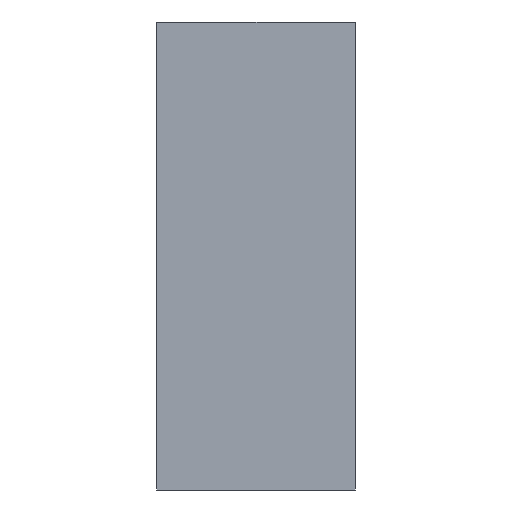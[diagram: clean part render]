
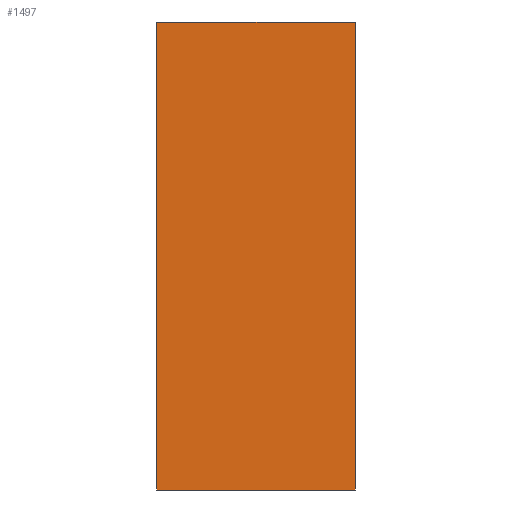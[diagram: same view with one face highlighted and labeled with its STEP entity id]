
A CAD part, left-side view. The second image highlights one B-rep face of the part: STEP entity #1497.
In plain terms, the highlighted free-form (B-spline) face has degree [1, 1] with [2, 2] control points.
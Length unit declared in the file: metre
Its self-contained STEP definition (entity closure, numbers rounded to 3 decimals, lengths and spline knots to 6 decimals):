
#117=LINE('',#2245,#288);
#119=LINE('',#2252,#290);
#120=LINE('',#2254,#291);
#121=LINE('',#2256,#292);
#288=VECTOR('',#1751,1.);
#290=VECTOR('',#1753,1.);
#291=VECTOR('',#1754,1.);
#292=VECTOR('',#1755,1.);
#371=B_SPLINE_SURFACE_WITH_KNOTS('',1,1,((#2248,#2249),(#2250,#2251)),
 .PLANE_SURF.,.F.,.F.,.F.,(2,2),(2,2),(0.,1.),(0.,1.),.UNSPECIFIED.);
#609=ORIENTED_EDGE('',*,*,#1015,.F.);
#610=ORIENTED_EDGE('',*,*,#1016,.F.);
#611=ORIENTED_EDGE('',*,*,#1017,.T.);
#612=ORIENTED_EDGE('',*,*,#1013,.T.);
#1013=EDGE_CURVE('',#1205,#1204,#117,.T.);
#1015=EDGE_CURVE('',#1206,#1204,#119,.T.);
#1016=EDGE_CURVE('',#1207,#1206,#120,.T.);
#1017=EDGE_CURVE('',#1207,#1205,#121,.T.);
#1204=VERTEX_POINT('',#2244);
#1205=VERTEX_POINT('',#2246);
#1206=VERTEX_POINT('',#2253);
#1207=VERTEX_POINT('',#2255);
#1302=EDGE_LOOP('',(#609,#610,#611,#612));
#1399=FACE_BOUND('',#1302,.T.);
#1497=ADVANCED_FACE('',(#1399),#371,.T.);
#1751=DIRECTION('',(0.,1.,0.));
#1753=DIRECTION('',(0.,0.,1.));
#1754=DIRECTION('',(0.,1.,0.));
#1755=DIRECTION('',(0.,0.,1.));
#2244=CARTESIAN_POINT('',(-0.198787,0.05,0.165));
#2245=CARTESIAN_POINT('',(-0.198787,-0.09,0.165));
#2246=CARTESIAN_POINT('',(-0.198787,-0.09,0.165));
#2248=CARTESIAN_POINT('',(-0.198787,-0.097,-0.1815));
#2249=CARTESIAN_POINT('',(-0.198787,0.057,-0.1815));
#2250=CARTESIAN_POINT('',(-0.198787,-0.097,0.1815));
#2251=CARTESIAN_POINT('',(-0.198787,0.057,0.1815));
#2252=CARTESIAN_POINT('',(-0.198787,0.05,0.));
#2253=CARTESIAN_POINT('',(-0.198787,0.05,-0.165));
#2254=CARTESIAN_POINT('',(-0.198787,-0.09,-0.165));
#2255=CARTESIAN_POINT('',(-0.198787,-0.09,-0.165));
#2256=CARTESIAN_POINT('',(-0.198787,-0.09,0.));
